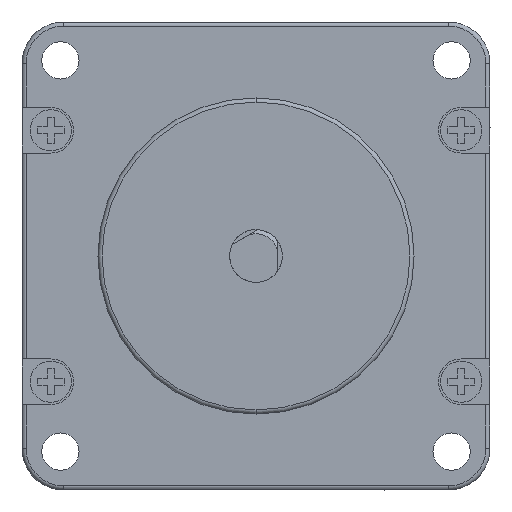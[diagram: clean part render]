
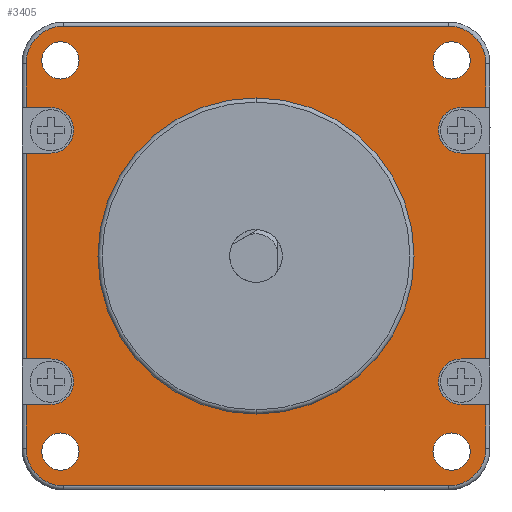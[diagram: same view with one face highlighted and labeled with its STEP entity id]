
A CAD part, left-side view. The second image highlights one B-rep face of the part: STEP entity #3405.
In plain terms, the highlighted planar face has unit normal (-1, 0, 0).
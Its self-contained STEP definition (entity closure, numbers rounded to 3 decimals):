
#1=CARTESIAN_POINT('',(0.,-23.57,-23.57));
#2=DIRECTION('',(-1.,0.,0.));
#3=DIRECTION('',(0.,-1.,0.));
#4=AXIS2_PLACEMENT_3D('',#1,#2,#3);
#6=CARTESIAN_POINT('',(0.,-23.57,-23.57));
#7=DIRECTION('',(-1.,0.,0.));
#8=DIRECTION('',(0.,1.,0.));
#9=AXIS2_PLACEMENT_3D('',#6,#7,#8);
#11=CARTESIAN_POINT('',(0.,23.57,-23.57));
#12=DIRECTION('',(-1.,0.,0.));
#13=DIRECTION('',(0.,-1.,0.));
#14=AXIS2_PLACEMENT_3D('',#11,#12,#13);
#16=CARTESIAN_POINT('',(0.,23.57,-23.57));
#17=DIRECTION('',(-1.,0.,0.));
#18=DIRECTION('',(0.,1.,0.));
#19=AXIS2_PLACEMENT_3D('',#16,#17,#18);
#21=CARTESIAN_POINT('',(0.,23.57,23.57));
#22=DIRECTION('',(-1.,0.,0.));
#23=DIRECTION('',(0.,-1.,0.));
#24=AXIS2_PLACEMENT_3D('',#21,#22,#23);
#26=CARTESIAN_POINT('',(0.,23.57,23.57));
#27=DIRECTION('',(-1.,0.,0.));
#28=DIRECTION('',(0.,1.,0.));
#29=AXIS2_PLACEMENT_3D('',#26,#27,#28);
#31=CARTESIAN_POINT('',(0.,-23.57,23.57));
#32=DIRECTION('',(-1.,0.,0.));
#33=DIRECTION('',(0.,-1.,0.));
#34=AXIS2_PLACEMENT_3D('',#31,#32,#33);
#36=CARTESIAN_POINT('',(0.,-23.57,23.57));
#37=DIRECTION('',(-1.,0.,0.));
#38=DIRECTION('',(0.,1.,0.));
#39=AXIS2_PLACEMENT_3D('',#36,#37,#38);
#41=CARTESIAN_POINT('',(0.,0.,0.));
#42=DIRECTION('',(-1.,0.,0.));
#43=DIRECTION('',(0.,0.,-1.));
#44=AXIS2_PLACEMENT_3D('',#41,#42,#43);
#46=CARTESIAN_POINT('',(0.,0.,0.));
#47=DIRECTION('',(-1.,0.,0.));
#48=DIRECTION('',(0.,0.,1.));
#49=AXIS2_PLACEMENT_3D('',#46,#47,#48);
#235=CARTESIAN_POINT('',(0.,24.73,-15.15));
#236=DIRECTION('',(-1.,0.,0.));
#237=DIRECTION('',(0.,0.,-1.));
#238=AXIS2_PLACEMENT_3D('',#235,#236,#237);
#240=DIRECTION('',(0.,-1.,0.));
#241=VECTOR('',#240,2.97);
#242=CARTESIAN_POINT('',(0.,27.7,-12.4));
#243=LINE('',#242,#241);
#244=DIRECTION('',(0.,0.,-1.));
#245=VECTOR('',#244,24.8);
#246=CARTESIAN_POINT('',(0.,27.7,12.4));
#247=LINE('',#246,#245);
#248=DIRECTION('',(0.,-1.,0.));
#249=VECTOR('',#248,2.97);
#250=CARTESIAN_POINT('',(0.,27.7,12.4));
#251=LINE('',#250,#249);
#252=CARTESIAN_POINT('',(0.,24.73,15.15));
#253=DIRECTION('',(1.,0.,0.));
#254=DIRECTION('',(0.,0.,1.));
#255=AXIS2_PLACEMENT_3D('',#252,#253,#254);
#257=DIRECTION('',(0.,-1.,0.));
#258=VECTOR('',#257,2.97);
#259=CARTESIAN_POINT('',(0.,27.7,17.9));
#260=LINE('',#259,#258);
#261=DIRECTION('',(0.,0.,-1.));
#262=VECTOR('',#261,5.3);
#263=CARTESIAN_POINT('',(0.,27.7,23.2));
#264=LINE('',#263,#262);
#265=CARTESIAN_POINT('',(0.,23.2,23.2));
#266=DIRECTION('',(-1.,0.,0.));
#267=DIRECTION('',(0.,0.,1.));
#268=AXIS2_PLACEMENT_3D('',#265,#266,#267);
#270=DIRECTION('',(0.,1.,0.));
#271=VECTOR('',#270,46.4);
#272=CARTESIAN_POINT('',(0.,-23.2,27.7));
#273=LINE('',#272,#271);
#274=CARTESIAN_POINT('',(0.,-23.2,23.2));
#275=DIRECTION('',(-1.,0.,0.));
#276=DIRECTION('',(0.,-1.,0.));
#277=AXIS2_PLACEMENT_3D('',#274,#275,#276);
#279=DIRECTION('',(0.,0.,1.));
#280=VECTOR('',#279,5.3);
#281=CARTESIAN_POINT('',(0.,-27.7,17.9));
#282=LINE('',#281,#280);
#283=DIRECTION('',(0.,1.,0.));
#284=VECTOR('',#283,2.97);
#285=CARTESIAN_POINT('',(0.,-27.7,17.9));
#286=LINE('',#285,#284);
#287=CARTESIAN_POINT('',(0.,-24.73,15.15));
#288=DIRECTION('',(-1.,0.,0.));
#289=DIRECTION('',(0.,0.,1.));
#290=AXIS2_PLACEMENT_3D('',#287,#288,#289);
#292=DIRECTION('',(0.,1.,0.));
#293=VECTOR('',#292,2.97);
#294=CARTESIAN_POINT('',(0.,-27.7,12.4));
#295=LINE('',#294,#293);
#296=DIRECTION('',(0.,0.,1.));
#297=VECTOR('',#296,24.8);
#298=CARTESIAN_POINT('',(0.,-27.7,-12.4));
#299=LINE('',#298,#297);
#300=DIRECTION('',(0.,1.,0.));
#301=VECTOR('',#300,2.97);
#302=CARTESIAN_POINT('',(0.,-27.7,-12.4));
#303=LINE('',#302,#301);
#304=CARTESIAN_POINT('',(0.,-24.73,-15.15));
#305=DIRECTION('',(1.,0.,0.));
#306=DIRECTION('',(0.,0.,-1.));
#307=AXIS2_PLACEMENT_3D('',#304,#305,#306);
#309=DIRECTION('',(0.,1.,0.));
#310=VECTOR('',#309,2.97);
#311=CARTESIAN_POINT('',(0.,-27.7,-17.9));
#312=LINE('',#311,#310);
#313=DIRECTION('',(0.,0.,1.));
#314=VECTOR('',#313,5.3);
#315=CARTESIAN_POINT('',(0.,-27.7,-23.2));
#316=LINE('',#315,#314);
#317=CARTESIAN_POINT('',(0.,-23.2,-23.2));
#318=DIRECTION('',(-1.,0.,0.));
#319=DIRECTION('',(0.,0.,-1.));
#320=AXIS2_PLACEMENT_3D('',#317,#318,#319);
#322=DIRECTION('',(0.,-1.,0.));
#323=VECTOR('',#322,46.4);
#324=CARTESIAN_POINT('',(0.,23.2,-27.7));
#325=LINE('',#324,#323);
#326=CARTESIAN_POINT('',(0.,23.2,-23.2));
#327=DIRECTION('',(-1.,0.,0.));
#328=DIRECTION('',(0.,1.,0.));
#329=AXIS2_PLACEMENT_3D('',#326,#327,#328);
#331=DIRECTION('',(0.,0.,-1.));
#332=VECTOR('',#331,5.3);
#333=CARTESIAN_POINT('',(0.,27.7,-17.9));
#334=LINE('',#333,#332);
#335=DIRECTION('',(0.,-1.,0.));
#336=VECTOR('',#335,2.97);
#337=CARTESIAN_POINT('',(0.,27.7,-17.9));
#338=LINE('',#337,#336);
#2554=CARTESIAN_POINT('',(0.,-25.82,-23.57));
#2555=CARTESIAN_POINT('',(0.,-21.32,-23.57));
#2556=VERTEX_POINT('',#2554);
#2557=VERTEX_POINT('',#2555);
#2558=CARTESIAN_POINT('',(0.,21.32,-23.57));
#2559=CARTESIAN_POINT('',(0.,25.82,-23.57));
#2560=VERTEX_POINT('',#2558);
#2561=VERTEX_POINT('',#2559);
#2562=CARTESIAN_POINT('',(0.,21.32,23.57));
#2563=CARTESIAN_POINT('',(0.,25.82,23.57));
#2564=VERTEX_POINT('',#2562);
#2565=VERTEX_POINT('',#2563);
#2566=CARTESIAN_POINT('',(0.,-25.82,23.57));
#2567=CARTESIAN_POINT('',(0.,-21.32,23.57));
#2568=VERTEX_POINT('',#2566);
#2569=VERTEX_POINT('',#2567);
#2794=CARTESIAN_POINT('',(0.,27.7,-23.2));
#2795=CARTESIAN_POINT('',(0.,23.2,-27.7));
#2796=VERTEX_POINT('',#2794);
#2797=VERTEX_POINT('',#2795);
#2802=CARTESIAN_POINT('',(0.,-23.2,-27.7));
#2803=VERTEX_POINT('',#2802);
#2806=CARTESIAN_POINT('',(0.,-27.7,-23.2));
#2807=VERTEX_POINT('',#2806);
#2810=CARTESIAN_POINT('',(0.,-27.7,23.2));
#2811=CARTESIAN_POINT('',(0.,-23.2,27.7));
#2812=VERTEX_POINT('',#2810);
#2813=VERTEX_POINT('',#2811);
#2818=CARTESIAN_POINT('',(0.,23.2,27.7));
#2819=VERTEX_POINT('',#2818);
#2822=CARTESIAN_POINT('',(0.,27.7,23.2));
#2823=VERTEX_POINT('',#2822);
#2826=CARTESIAN_POINT('',(0.,0.,-19.05));
#2827=CARTESIAN_POINT('',(0.,0.,19.05));
#2828=VERTEX_POINT('',#2826);
#2829=VERTEX_POINT('',#2827);
#2900=CARTESIAN_POINT('',(0.,-24.73,17.9));
#2901=CARTESIAN_POINT('',(0.,-24.73,12.4));
#2902=VERTEX_POINT('',#2900);
#2903=VERTEX_POINT('',#2901);
#2904=CARTESIAN_POINT('',(0.,-27.7,12.4));
#2905=VERTEX_POINT('',#2904);
#2906=CARTESIAN_POINT('',(0.,-27.7,17.9));
#2907=VERTEX_POINT('',#2906);
#2980=CARTESIAN_POINT('',(0.,-24.73,-17.9));
#2981=VERTEX_POINT('',#2980);
#2982=CARTESIAN_POINT('',(0.,-24.73,-12.4));
#2983=VERTEX_POINT('',#2982);
#3008=CARTESIAN_POINT('',(0.,-27.7,-12.4));
#3009=VERTEX_POINT('',#3008);
#3010=CARTESIAN_POINT('',(0.,-27.7,-17.9));
#3011=VERTEX_POINT('',#3010);
#3056=CARTESIAN_POINT('',(0.,24.73,17.9));
#3057=VERTEX_POINT('',#3056);
#3058=CARTESIAN_POINT('',(0.,24.73,12.4));
#3059=VERTEX_POINT('',#3058);
#3124=CARTESIAN_POINT('',(0.,24.73,-17.9));
#3125=VERTEX_POINT('',#3124);
#3126=CARTESIAN_POINT('',(0.,24.73,-12.4));
#3127=VERTEX_POINT('',#3126);
#3152=CARTESIAN_POINT('',(0.,27.7,12.4));
#3153=VERTEX_POINT('',#3152);
#3154=CARTESIAN_POINT('',(0.,27.7,17.9));
#3155=VERTEX_POINT('',#3154);
#3160=CARTESIAN_POINT('',(0.,27.7,-12.4));
#3161=VERTEX_POINT('',#3160);
#3162=CARTESIAN_POINT('',(0.,27.7,-17.9));
#3163=VERTEX_POINT('',#3162);
#3320=CARTESIAN_POINT('',(0.,0.,0.));
#3321=DIRECTION('',(1.,0.,0.));
#3322=DIRECTION('',(0.,-1.,0.));
#3323=AXIS2_PLACEMENT_3D('',#3320,#3321,#3322);
#3324=PLANE('',#3323);
#3326=ORIENTED_EDGE('',*,*,#3325,.T.);
#3328=ORIENTED_EDGE('',*,*,#3327,.F.);
#3330=ORIENTED_EDGE('',*,*,#3329,.F.);
#3332=ORIENTED_EDGE('',*,*,#3331,.T.);
#3334=ORIENTED_EDGE('',*,*,#3333,.F.);
#3336=ORIENTED_EDGE('',*,*,#3335,.F.);
#3338=ORIENTED_EDGE('',*,*,#3337,.F.);
#3340=ORIENTED_EDGE('',*,*,#3339,.F.);
#3342=ORIENTED_EDGE('',*,*,#3341,.F.);
#3344=ORIENTED_EDGE('',*,*,#3343,.F.);
#3346=ORIENTED_EDGE('',*,*,#3345,.F.);
#3348=ORIENTED_EDGE('',*,*,#3347,.T.);
#3350=ORIENTED_EDGE('',*,*,#3349,.T.);
#3352=ORIENTED_EDGE('',*,*,#3351,.F.);
#3354=ORIENTED_EDGE('',*,*,#3353,.F.);
#3356=ORIENTED_EDGE('',*,*,#3355,.T.);
#3358=ORIENTED_EDGE('',*,*,#3357,.F.);
#3360=ORIENTED_EDGE('',*,*,#3359,.F.);
#3362=ORIENTED_EDGE('',*,*,#3361,.F.);
#3364=ORIENTED_EDGE('',*,*,#3363,.F.);
#3366=ORIENTED_EDGE('',*,*,#3365,.F.);
#3368=ORIENTED_EDGE('',*,*,#3367,.F.);
#3370=ORIENTED_EDGE('',*,*,#3369,.F.);
#3372=ORIENTED_EDGE('',*,*,#3371,.T.);
#3373=EDGE_LOOP('',(#3326,#3328,#3330,#3332,#3334,#3336,#3338,#3340,#3342,#3344,
#3346,#3348,#3350,#3352,#3354,#3356,#3358,#3360,#3362,#3364,#3366,#3368,#3370,
#3372));
#3374=FACE_OUTER_BOUND('',#3373,.F.);
#3376=ORIENTED_EDGE('',*,*,#3375,.T.);
#3378=ORIENTED_EDGE('',*,*,#3377,.T.);
#3379=EDGE_LOOP('',(#3376,#3378));
#3380=FACE_BOUND('',#3379,.F.);
#3382=ORIENTED_EDGE('',*,*,#3381,.T.);
#3384=ORIENTED_EDGE('',*,*,#3383,.T.);
#3385=EDGE_LOOP('',(#3382,#3384));
#3386=FACE_BOUND('',#3385,.F.);
#3388=ORIENTED_EDGE('',*,*,#3387,.T.);
#3390=ORIENTED_EDGE('',*,*,#3389,.T.);
#3391=EDGE_LOOP('',(#3388,#3390));
#3392=FACE_BOUND('',#3391,.F.);
#3394=ORIENTED_EDGE('',*,*,#3393,.T.);
#3396=ORIENTED_EDGE('',*,*,#3395,.T.);
#3397=EDGE_LOOP('',(#3394,#3396));
#3398=FACE_BOUND('',#3397,.F.);
#3400=ORIENTED_EDGE('',*,*,#3399,.T.);
#3402=ORIENTED_EDGE('',*,*,#3401,.T.);
#3403=EDGE_LOOP('',(#3400,#3402));
#3404=FACE_BOUND('',#3403,.F.);
#5=CIRCLE('',#4,2.25);
#10=CIRCLE('',#9,2.25);
#15=CIRCLE('',#14,2.25);
#20=CIRCLE('',#19,2.25);
#25=CIRCLE('',#24,2.25);
#30=CIRCLE('',#29,2.25);
#35=CIRCLE('',#34,2.25);
#40=CIRCLE('',#39,2.25);
#45=CIRCLE('',#44,19.05);
#50=CIRCLE('',#49,19.05);
#239=CIRCLE('',#238,2.75);
#256=CIRCLE('',#255,2.75);
#269=CIRCLE('',#268,4.5);
#278=CIRCLE('',#277,4.5);
#291=CIRCLE('',#290,2.75);
#308=CIRCLE('',#307,2.75);
#321=CIRCLE('',#320,4.5);
#330=CIRCLE('',#329,4.5);
#3325=EDGE_CURVE('',#3125,#3127,#239,.T.);
#3327=EDGE_CURVE('',#3161,#3127,#243,.T.);
#3329=EDGE_CURVE('',#3153,#3161,#247,.T.);
#3331=EDGE_CURVE('',#3153,#3059,#251,.T.);
#3333=EDGE_CURVE('',#3057,#3059,#256,.T.);
#3335=EDGE_CURVE('',#3155,#3057,#260,.T.);
#3337=EDGE_CURVE('',#2823,#3155,#264,.T.);
#3339=EDGE_CURVE('',#2819,#2823,#269,.T.);
#3341=EDGE_CURVE('',#2813,#2819,#273,.T.);
#3343=EDGE_CURVE('',#2812,#2813,#278,.T.);
#3345=EDGE_CURVE('',#2907,#2812,#282,.T.);
#3347=EDGE_CURVE('',#2907,#2902,#286,.T.);
#3349=EDGE_CURVE('',#2902,#2903,#291,.T.);
#3351=EDGE_CURVE('',#2905,#2903,#295,.T.);
#3353=EDGE_CURVE('',#3009,#2905,#299,.T.);
#3355=EDGE_CURVE('',#3009,#2983,#303,.T.);
#3357=EDGE_CURVE('',#2981,#2983,#308,.T.);
#3359=EDGE_CURVE('',#3011,#2981,#312,.T.);
#3361=EDGE_CURVE('',#2807,#3011,#316,.T.);
#3363=EDGE_CURVE('',#2803,#2807,#321,.T.);
#3365=EDGE_CURVE('',#2797,#2803,#325,.T.);
#3367=EDGE_CURVE('',#2796,#2797,#330,.T.);
#3369=EDGE_CURVE('',#3163,#2796,#334,.T.);
#3371=EDGE_CURVE('',#3163,#3125,#338,.T.);
#3375=EDGE_CURVE('',#2556,#2557,#5,.T.);
#3377=EDGE_CURVE('',#2557,#2556,#10,.T.);
#3381=EDGE_CURVE('',#2560,#2561,#15,.T.);
#3383=EDGE_CURVE('',#2561,#2560,#20,.T.);
#3387=EDGE_CURVE('',#2564,#2565,#25,.T.);
#3389=EDGE_CURVE('',#2565,#2564,#30,.T.);
#3393=EDGE_CURVE('',#2568,#2569,#35,.T.);
#3395=EDGE_CURVE('',#2569,#2568,#40,.T.);
#3399=EDGE_CURVE('',#2828,#2829,#45,.T.);
#3401=EDGE_CURVE('',#2829,#2828,#50,.T.);
#3405=ADVANCED_FACE('',(#3374,#3380,#3386,#3392,#3398,#3404),#3324,.F.);
